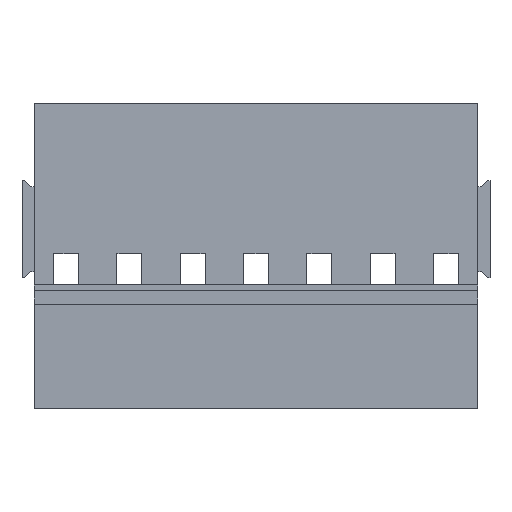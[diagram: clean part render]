
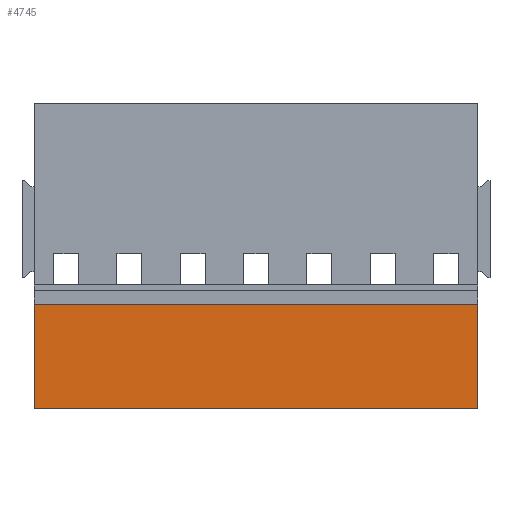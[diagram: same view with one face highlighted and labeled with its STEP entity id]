
A CAD part, front view. The second image highlights one B-rep face of the part: STEP entity #4745.
In plain terms, the highlighted planar face has unit normal (0, -1, -0.018).
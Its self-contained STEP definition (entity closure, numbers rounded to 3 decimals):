
#4732=AXIS2_PLACEMENT_3D('Plane Axis2P3D',#4729,#4730,#4731) ;
#367=CARTESIAN_POINT('Vertex',(36.56,1.513,8.4)) ;
#370=CARTESIAN_POINT('Line Origine',(36.56,1.587,4.2)) ;
#374=CARTESIAN_POINT('Vertex',(36.56,1.66,0.)) ;
#4271=CARTESIAN_POINT('Line Origine',(18.78,1.66,0.)) ;
#4275=CARTESIAN_POINT('Vertex',(1.,1.66,0.)) ;
#4714=CARTESIAN_POINT('Vertex',(1.,1.513,8.4)) ;
#4717=CARTESIAN_POINT('Line Origine',(18.78,1.513,8.4)) ;
#4729=CARTESIAN_POINT('Axis2P3D Location',(1.,1.513,8.4)) ;
#4734=CARTESIAN_POINT('Line Origine',(1.,1.587,4.2)) ;
#371=DIRECTION('Vector Direction',(0.,0.017,-1.)) ;
#4272=DIRECTION('Vector Direction',(1.,0.,0.)) ;
#4718=DIRECTION('Vector Direction',(1.,0.,0.)) ;
#4730=DIRECTION('Axis2P3D Direction',(0.,-1.,-0.017)) ;
#4731=DIRECTION('Axis2P3D XDirection',(0.,0.017,-1.)) ;
#4735=DIRECTION('Vector Direction',(0.,0.017,-1.)) ;
#372=VECTOR('Line Direction',#371,1.) ;
#4273=VECTOR('Line Direction',#4272,1.) ;
#4719=VECTOR('Line Direction',#4718,1.) ;
#4736=VECTOR('Line Direction',#4735,1.) ;
#4740=ORIENTED_EDGE('',*,*,#376,.T.) ;
#4741=ORIENTED_EDGE('',*,*,#4721,.F.) ;
#4742=ORIENTED_EDGE('',*,*,#4738,.F.) ;
#4743=ORIENTED_EDGE('',*,*,#4277,.T.) ;
#4745=ADVANCED_FACE('_BLC 5.08/7BR OR 1649420000',(#4744),#4733,.T.) ;
#376=EDGE_CURVE('',#375,#368,#373,.F.) ;
#4277=EDGE_CURVE('',#4276,#375,#4274,.T.) ;
#4721=EDGE_CURVE('',#4715,#368,#4720,.T.) ;
#4738=EDGE_CURVE('',#4276,#4715,#4737,.F.) ;
#4739=EDGE_LOOP('',(#4740,#4741,#4742,#4743)) ;
#4744=FACE_OUTER_BOUND('',#4739,.T.) ;
#373=LINE('Line',#370,#372) ;
#4274=LINE('Line',#4271,#4273) ;
#4720=LINE('Line',#4717,#4719) ;
#4737=LINE('Line',#4734,#4736) ;
#4733=PLANE('',#4732) ;
#368=VERTEX_POINT('',#367) ;
#375=VERTEX_POINT('',#374) ;
#4276=VERTEX_POINT('',#4275) ;
#4715=VERTEX_POINT('',#4714) ;
